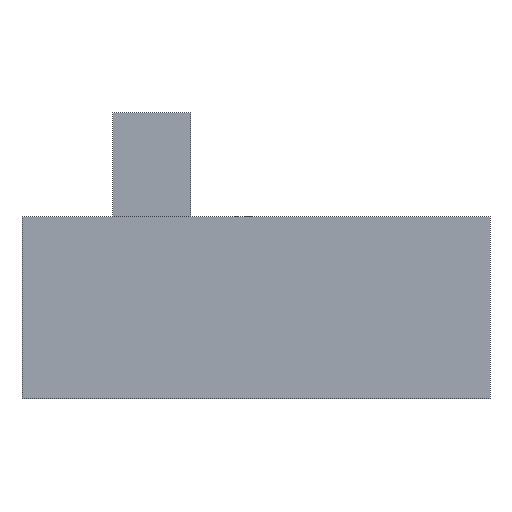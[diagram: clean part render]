
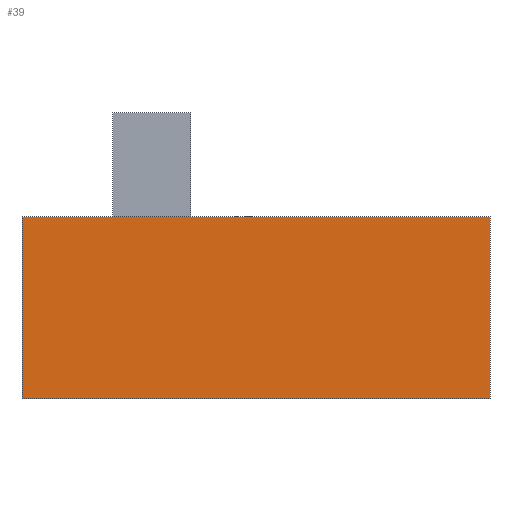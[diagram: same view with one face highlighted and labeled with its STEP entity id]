
A CAD part, front view. The second image highlights one B-rep face of the part: STEP entity #39.
In plain terms, the highlighted planar face has unit normal (0, -1, 0).
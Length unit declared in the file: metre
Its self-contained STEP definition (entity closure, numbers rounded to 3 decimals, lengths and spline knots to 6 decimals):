
#39 = ADVANCED_FACE( '', ( #80 ), #81, .T. );
#80 = FACE_OUTER_BOUND( '', #121, .T. );
#81 = PLANE( '', #122 );
#121 = EDGE_LOOP( '', ( #166, #167, #168, #169 ) );
#122 = AXIS2_PLACEMENT_3D( '', #170, #171, #172 );
#166 = ORIENTED_EDGE( '', *, *, #243, .F. );
#167 = ORIENTED_EDGE( '', *, *, #249, .F. );
#168 = ORIENTED_EDGE( '', *, *, #251, .T. );
#169 = ORIENTED_EDGE( '', *, *, #252, .T. );
#170 = CARTESIAN_POINT( '', ( 0., -0.0015, 0.0035 ) );
#171 = DIRECTION( '', ( 0., -1., 0. ) );
#172 = DIRECTION( '', ( 0., 0., -1. ) );
#243 = EDGE_CURVE( '', #278, #280, #281, .T. );
#249 = EDGE_CURVE( '', #288, #278, #290, .T. );
#251 = EDGE_CURVE( '', #288, #292, #293, .T. );
#252 = EDGE_CURVE( '', #292, #280, #294, .T. );
#278 = VERTEX_POINT( '', #329 );
#280 = VERTEX_POINT( '', #332 );
#281 = LINE( '', #333, #334 );
#288 = VERTEX_POINT( '', #344 );
#290 = LINE( '', #347, #348 );
#292 = VERTEX_POINT( '', #350 );
#293 = LINE( '', #351, #352 );
#294 = LINE( '', #353, #354 );
#329 = CARTESIAN_POINT( '', ( 0.0045, -0.0015, 0. ) );
#332 = CARTESIAN_POINT( '', ( -0.0045, -0.0015, 0. ) );
#333 = CARTESIAN_POINT( '', ( 0., -0.0015, 0. ) );
#334 = VECTOR( '', #403, 1. );
#344 = CARTESIAN_POINT( '', ( 0.0045, -0.0015, 0.0035 ) );
#347 = CARTESIAN_POINT( '', ( 0.0045, -0.0015, 0.0035 ) );
#348 = VECTOR( '', #408, 1. );
#350 = CARTESIAN_POINT( '', ( -0.0045, -0.0015, 0.0035 ) );
#351 = CARTESIAN_POINT( '', ( 0., -0.0015, 0.0035 ) );
#352 = VECTOR( '', #409, 1. );
#353 = CARTESIAN_POINT( '', ( -0.0045, -0.0015, 0.0035 ) );
#354 = VECTOR( '', #410, 1. );
#403 = DIRECTION( '', ( -1., 0., 0. ) );
#408 = DIRECTION( '', ( 0., 0., -1. ) );
#409 = DIRECTION( '', ( -1., 0., 0. ) );
#410 = DIRECTION( '', ( 0., 0., -1. ) );
